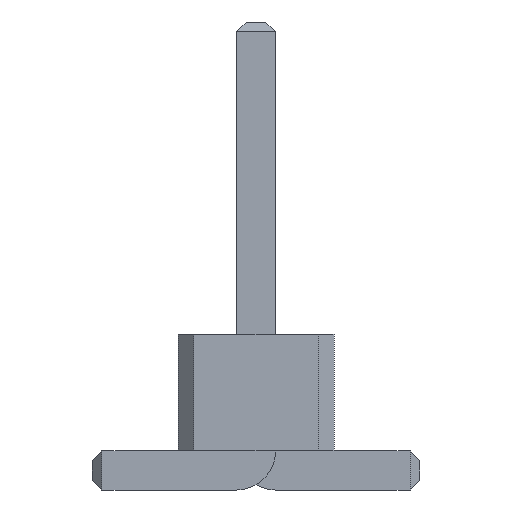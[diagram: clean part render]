
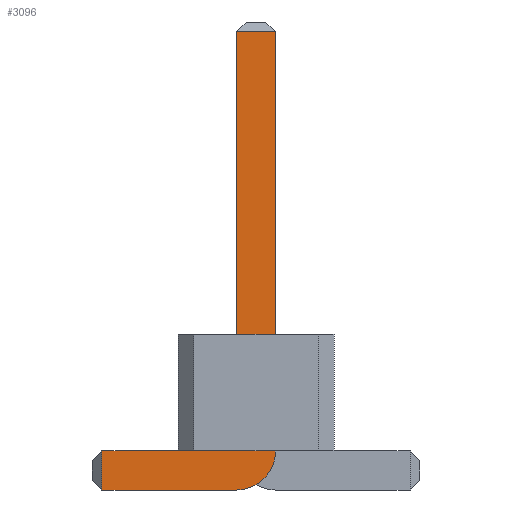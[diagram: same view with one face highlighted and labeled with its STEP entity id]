
A CAD part, front view. The second image highlights one B-rep face of the part: STEP entity #3096.
In plain terms, the highlighted planar face has unit normal (0, -1, 0).
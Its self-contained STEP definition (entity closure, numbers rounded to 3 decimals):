
#13=DIRECTION('',(0.,0.,1.));
#27=VECTOR('',#13,1.);
#56=DIRECTION('',(0.,-1.,0.));
#67=DIRECTION('',(1.,0.,0.));
#668=VECTOR('',#67,1.);
#721=DIRECTION('',(-1.,0.,0.));
#1319=VECTOR('',#721,1.);
#1439=DIRECTION('',(0.,0.,-1.));
#1456=VECTOR('',#1439,1.);
#2951=DIRECTION('',(0.,-1.,0.));
#2952=DIRECTION('',(-1.,0.,0.));
#2959=VERTEX_POINT('',#2960);
#2960=CARTESIAN_POINT('',(-1.975,-10.25,0.));
#2962=ORIENTED_EDGE('',*,*,#2963,.T.);
#2963=EDGE_CURVE('',#2959,#2964,#2966,.T.);
#2964=VERTEX_POINT('',#2965);
#2965=CARTESIAN_POINT('',(-0.25,-10.25,0.));
#2966=LINE('',#2967,#668);
#2967=CARTESIAN_POINT('',(-2.1,-10.25,0.));
#2999=VERTEX_POINT('',#3000);
#3000=CARTESIAN_POINT('',(0.25,-10.25,0.5));
#3003=EDGE_CURVE('',#2964,#2999,#3004,.T.);
#3004=CIRCLE('',#3005,0.5);
#3005=AXIS2_PLACEMENT_3D('',#3006,#56,#1439);
#3006=CARTESIAN_POINT('',(-0.25,-10.25,0.5));
#3014=VERTEX_POINT('',#3006);
#3016=ORIENTED_EDGE('',*,*,#3017,.T.);
#3017=EDGE_CURVE('',#3014,#3018,#3020,.T.);
#3018=VERTEX_POINT('',#3019);
#3019=CARTESIAN_POINT('',(-1.975,-10.25,0.5));
#3020=LINE('',#3006,#1319);
#3030=ORIENTED_EDGE('',*,*,#3031,.T.);
#3031=EDGE_CURVE('',#2999,#3032,#3034,.T.);
#3032=VERTEX_POINT('',#3033);
#3033=CARTESIAN_POINT('',(0.25,-10.25,5.875));
#3034=LINE('',#3035,#27);
#3035=CARTESIAN_POINT('',(0.25,-10.25,0.));
#3047=VERTEX_POINT('',#3048);
#3048=CARTESIAN_POINT('',(-0.25,-10.25,5.875));
#3050=ORIENTED_EDGE('',*,*,#3051,.T.);
#3051=EDGE_CURVE('',#3047,#3014,#3052,.T.);
#3052=LINE('',#3053,#1456);
#3053=CARTESIAN_POINT('',(-0.25,-10.25,6.));
#3096=ADVANCED_FACE('',(#3097),#3106,.T.);
#3097=FACE_BOUND('',#3098,.T.);
#3098=EDGE_LOOP('',(#2962,#3099,#3030,#3100,#3050,#3016,#3103));
#3099=ORIENTED_EDGE('',*,*,#3003,.T.);
#3100=ORIENTED_EDGE('',*,*,#3101,.T.);
#3101=EDGE_CURVE('',#3032,#3047,#3102,.T.);
#3102=LINE('',#3033,#1319);
#3103=ORIENTED_EDGE('',*,*,#3104,.T.);
#3104=EDGE_CURVE('',#3018,#2959,#3105,.T.);
#3105=LINE('',#3019,#1456);
#3106=PLANE('',#3107);
#3107=AXIS2_PLACEMENT_3D('',#3108,#2951,#2952);
#3108=CARTESIAN_POINT('',(-0.316,-10.25,2.391));
